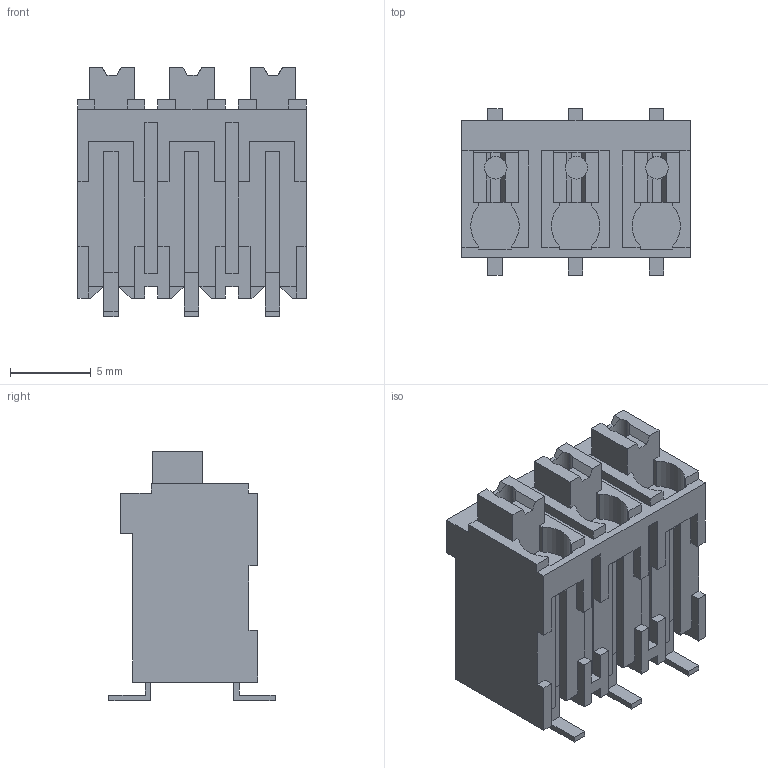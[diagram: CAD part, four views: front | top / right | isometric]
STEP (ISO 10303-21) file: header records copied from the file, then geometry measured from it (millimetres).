
FILE_DESCRIPTION(('CATIA V5 STEP Exchange','CAx-IF Rec.Pracs.--- Model Styling and Organization---1.2---2011-12-15'),'2;1');
FILE_NAME ('D1452219_0_1473580000_1473580000.stp','2018-03-29T12:27:43+00:00',('none'),('Weidmueller'),'CATIA Version 5-6 Release 2014','CATIA V5 STEP AP214','none');
FILE_SCHEMA(('AUTOMOTIVE_DESIGN { 1 0 10303 214 1 1 1 1 }'));
Length unit declared in the file: millimetre
Products named in the file (1): 1473580000
Bounding box: 14.15 x 10.3 x 15.46 mm (x, y, z)
Volume: 1159.3 mm3; surface area: 1336.5 mm2
Topology: 10 solids, 10 shells, 280 faces, 769 edges, 510 vertices
Faces by surface type: plane 268, cylinder 12
Entity records: 8692 total; most frequent: CARTESIAN_POINT 1584, ORIENTED_EDGE 1538, DIRECTION 1189, EDGE_CURVE 769, VECTOR 721, LINE 721, VERTEX_POINT 510, EDGE_LOOP 281
